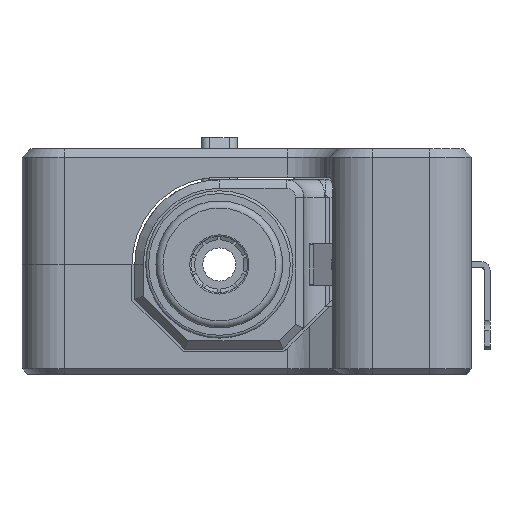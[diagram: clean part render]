
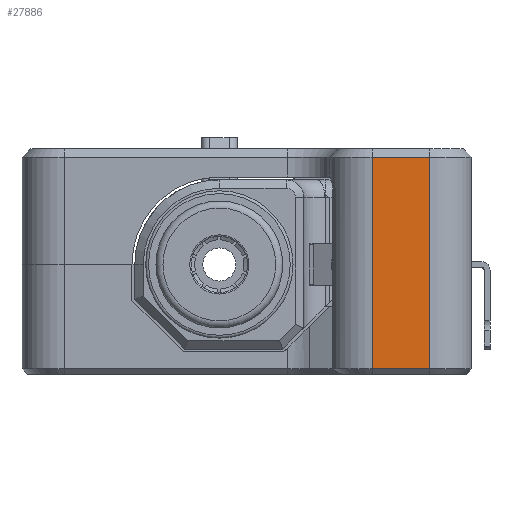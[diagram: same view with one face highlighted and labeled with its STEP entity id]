
A CAD part, left-side view. The second image highlights one B-rep face of the part: STEP entity #27886.
In plain terms, the highlighted planar face has unit normal (-1, 0, 0).
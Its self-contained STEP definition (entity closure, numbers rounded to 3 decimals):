
#3159=LINE('',#42474,#5559);
#3162=LINE('',#42494,#5562);
#3208=LINE('',#42598,#5608);
#3209=LINE('',#42600,#5609);
#5559=VECTOR('',#33904,3.);
#5562=VECTOR('',#33913,10.);
#5608=VECTOR('',#33981,10.);
#5609=VECTOR('',#33984,10.);
#7600=PLANE('',#29974);
#8488=FACE_OUTER_BOUND('',#10168,.T.);
#10168=EDGE_LOOP('',(#20537,#20538,#20539,#20540));
#12504=VERTEX_POINT('',#42453);
#12510=VERTEX_POINT('',#42473);
#12514=VERTEX_POINT('',#42492);
#12561=VERTEX_POINT('',#42596);
#15483=EDGE_CURVE('',#12504,#12510,#3159,.T.);
#15489=EDGE_CURVE('',#12514,#12504,#3162,.T.);
#15541=EDGE_CURVE('',#12561,#12514,#3208,.T.);
#15542=EDGE_CURVE('',#12510,#12561,#3209,.T.);
#20537=ORIENTED_EDGE('',*,*,#15489,.F.);
#20538=ORIENTED_EDGE('',*,*,#15541,.F.);
#20539=ORIENTED_EDGE('',*,*,#15542,.F.);
#20540=ORIENTED_EDGE('',*,*,#15483,.F.);
#27886=ADVANCED_FACE('',(#8488),#7600,.T.);
#29974=AXIS2_PLACEMENT_3D('',#42599,#33982,#33983);
#33904=DIRECTION('',(0.,0.,1.));
#33913=DIRECTION('',(0.,1.,0.));
#33981=DIRECTION('',(0.,0.,-1.));
#33982=DIRECTION('center_axis',(-1.,0.,0.));
#33983=DIRECTION('ref_axis',(0.,0.,1.));
#33984=DIRECTION('',(0.,-1.,0.));
#42453=CARTESIAN_POINT('',(15.2,105.067,-10.25));
#42473=CARTESIAN_POINT('',(15.2,105.067,4.75));
#42474=CARTESIAN_POINT('',(15.2,105.067,5.35));
#42492=CARTESIAN_POINT('',(15.2,101.,-10.25));
#42494=CARTESIAN_POINT('',(15.2,100.517,-10.25));
#42596=CARTESIAN_POINT('',(15.2,101.,4.75));
#42598=CARTESIAN_POINT('',(15.2,101.,4.85));
#42599=CARTESIAN_POINT('Origin',(15.2,98.,5.35));
#42600=CARTESIAN_POINT('',(15.2,106.542,4.75));
